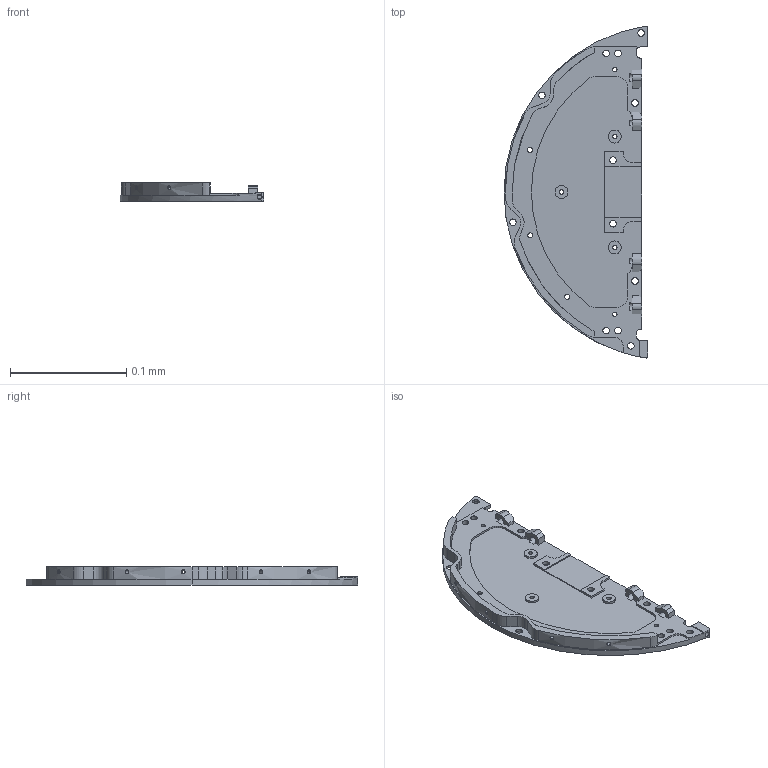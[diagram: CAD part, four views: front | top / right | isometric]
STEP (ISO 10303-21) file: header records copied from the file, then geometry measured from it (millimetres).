
FILE_DESCRIPTION(('produced by SPATIAL CORP'),'2;1');
FILE_NAME('part05.hh.sat.stp', '2002-04-19T09:54:28+00:00',('SPATIAL CORP'),('SPATIAL CORP'), 'ACIS STEP Husk','http://www.spatial.com','SPATIAL CORP');
FILE_SCHEMA(('CONFIG_CONTROL_DESIGN'));
Length unit declared in the file: millimetre
Products named in the file (1): PRODUCT_ID_1
Bounding box: 0.12 x 0.29 x 0.02 mm (x, y, z)
Volume: 0 mm3; surface area: 0.1 mm2
Topology: 1 solids, 1 shells, 285 faces, 875 edges, 593 vertices
Faces by surface type: cylinder 156, plane 91, cone 38
Entity records: 9387 total; most frequent: CARTESIAN_POINT 2097, ORIENTED_EDGE 1742, DIRECTION 1274, EDGE_CURVE 871, VERTEX_POINT 593, AXIS2_PLACEMENT_3D 430, VECTOR 414, LINE 414
